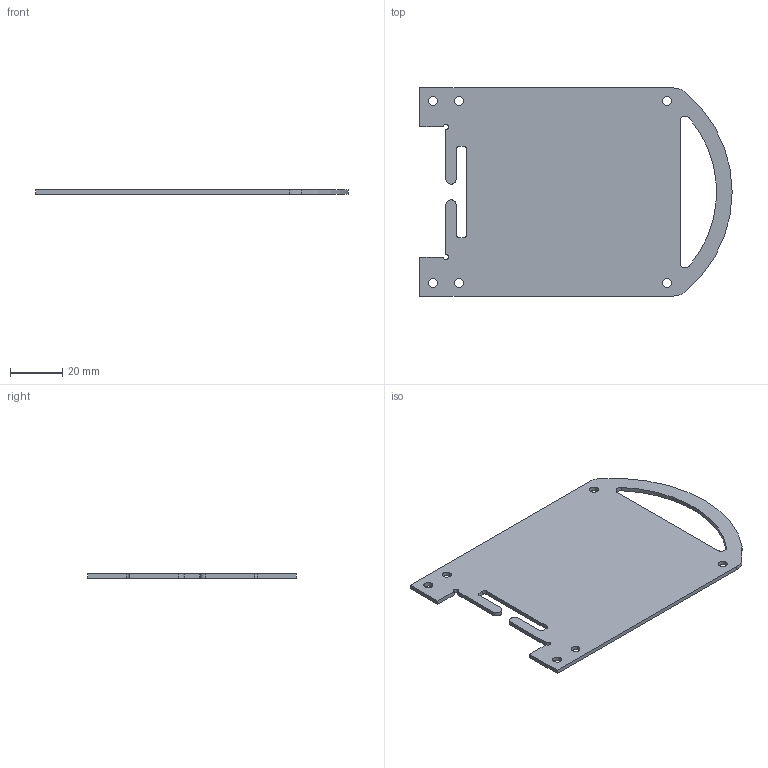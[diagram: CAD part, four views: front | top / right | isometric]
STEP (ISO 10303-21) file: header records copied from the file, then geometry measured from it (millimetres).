
FILE_DESCRIPTION(/* description */ (''),/* implementation_level */ '2;1');
FILE_NAME(/* name */ 'a9f60b83-f074-4aad-8451-e46da9fff919.stp',/* time_stamp */ '2022-07-22T23:09:18Z',/* author */ (''),/* organization */ (''),/* preprocessor_version */ 'ST-DEVELOPER v19',/* originating_system */ 'Autodesk Translation Framework v11.7.0.108',/* authorisation */ '');
FILE_SCHEMA (('AUTOMOTIVE_DESIGN { 1 0 10303 214 3 1 1 }'));
Length unit declared in the file: millimetre
Products named in the file (3): a9f60b83-f074-4aad-8451-e46da9fff919; PCB Component; Board
Assembly tree (2 placements, depth 3):
  a9f60b83-f074-4aad-8451-e46da9fff919
    PCB Component
      Board
Bounding box: 120 x 80 x 1.57 mm (x, y, z)
Volume: 12213.1 mm3; surface area: 16589.4 mm2
Topology: 1 solids, 1 shells, 36 faces, 102 edges, 68 vertices
Faces by surface type: cylinder 20, plane 16
Full cylindrical faces by diameter (mm): 3.4 x6
Entity records: 1294 total; most frequent: DIRECTION 224, CARTESIAN_POINT 211, ORIENTED_EDGE 204, EDGE_CURVE 102, AXIS2_PLACEMENT_3D 81, VERTEX_POINT 68, LINE 62, VECTOR 62
